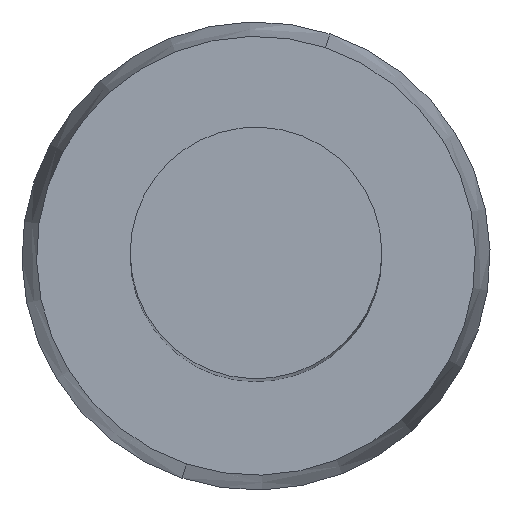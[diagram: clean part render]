
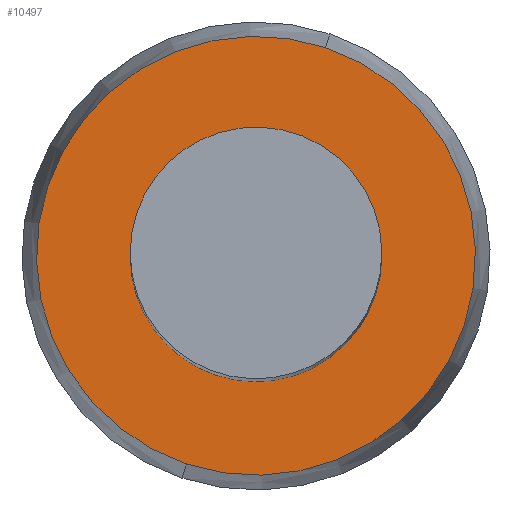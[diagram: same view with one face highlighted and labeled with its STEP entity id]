
A CAD part, top view. The second image highlights one B-rep face of the part: STEP entity #10497.
In plain terms, the highlighted planar face has unit normal (0, 0, 1).
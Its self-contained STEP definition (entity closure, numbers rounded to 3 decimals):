
#102=AXIS2_PLACEMENT_3D('Circle Axis2P3D',#100,#101,$) ;
#119=AXIS2_PLACEMENT_3D('Circle Axis2P3D',#117,#118,$) ;
#10409=AXIS2_PLACEMENT_3D('Plane Axis2P3D',#10406,#10407,#10408) ;
#81=CARTESIAN_POINT('Vertex',(10.372,15.115,50.499)) ;
#97=CARTESIAN_POINT('Vertex',(5.628,0.885,50.499)) ;
#100=CARTESIAN_POINT('Axis2P3D Location',(8.,8.,50.499)) ;
#117=CARTESIAN_POINT('Axis2P3D Location',(8.,8.,50.499)) ;
#10406=CARTESIAN_POINT('Axis2P3D Location',(8.,8.,50.499)) ;
#10416=CARTESIAN_POINT('Control Point',(6.077,11.846,50.499)) ;
#10417=CARTESIAN_POINT('Control Point',(6.072,11.844,50.499)) ;
#10418=CARTESIAN_POINT('Control Point',(6.067,11.841,50.499)) ;
#10419=CARTESIAN_POINT('Control Point',(6.062,11.839,50.499)) ;
#10420=CARTESIAN_POINT('Control Point',(5.695,11.653,50.499)) ;
#10421=CARTESIAN_POINT('Control Point',(5.35,11.423,50.499)) ;
#10422=CARTESIAN_POINT('Control Point',(5.038,11.157,50.499)) ;
#10423=CARTESIAN_POINT('Control Point',(4.58,10.661,50.499)) ;
#10424=CARTESIAN_POINT('Control Point',(4.228,10.089,50.499)) ;
#10425=CARTESIAN_POINT('Control Point',(4.107,9.854,50.499)) ;
#10426=CARTESIAN_POINT('Control Point',(4.004,9.61,50.499)) ;
#10427=CARTESIAN_POINT('Control Point',(3.921,9.36,50.499)) ;
#10428=CARTESIAN_POINT('Vertex',(6.077,11.846,50.499)) ;
#10430=CARTESIAN_POINT('Vertex',(3.921,9.36,50.499)) ;
#10434=CARTESIAN_POINT('Control Point',(12.079,6.64,50.499)) ;
#10435=CARTESIAN_POINT('Control Point',(12.208,7.026,50.499)) ;
#10436=CARTESIAN_POINT('Control Point',(12.291,7.426,50.499)) ;
#10437=CARTESIAN_POINT('Control Point',(12.326,7.835,50.499)) ;
#10438=CARTESIAN_POINT('Control Point',(12.299,8.653,50.499)) ;
#10439=CARTESIAN_POINT('Control Point',(12.082,9.442,50.499)) ;
#10440=CARTESIAN_POINT('Control Point',(11.927,9.822,50.499)) ;
#10441=CARTESIAN_POINT('Control Point',(11.531,10.538,50.499)) ;
#10442=CARTESIAN_POINT('Control Point',(10.978,11.142,50.499)) ;
#10443=CARTESIAN_POINT('Control Point',(10.667,11.409,50.499)) ;
#10444=CARTESIAN_POINT('Control Point',(9.989,11.867,50.499)) ;
#10445=CARTESIAN_POINT('Control Point',(9.222,12.153,50.499)) ;
#10446=CARTESIAN_POINT('Control Point',(8.824,12.25,50.499)) ;
#10447=CARTESIAN_POINT('Control Point',(8.017,12.347,50.499)) ;
#10448=CARTESIAN_POINT('Control Point',(7.209,12.255,50.499)) ;
#10449=CARTESIAN_POINT('Control Point',(6.815,12.163,50.499)) ;
#10450=CARTESIAN_POINT('Control Point',(6.436,12.025,50.499)) ;
#10451=CARTESIAN_POINT('Control Point',(6.077,11.846,50.499)) ;
#10452=CARTESIAN_POINT('Vertex',(12.079,6.64,50.499)) ;
#10456=CARTESIAN_POINT('Control Point',(9.923,4.154,50.499)) ;
#10457=CARTESIAN_POINT('Control Point',(9.928,4.156,50.499)) ;
#10458=CARTESIAN_POINT('Control Point',(9.933,4.159,50.499)) ;
#10459=CARTESIAN_POINT('Control Point',(9.938,4.161,50.499)) ;
#10460=CARTESIAN_POINT('Control Point',(10.305,4.347,50.499)) ;
#10461=CARTESIAN_POINT('Control Point',(10.65,4.577,50.499)) ;
#10462=CARTESIAN_POINT('Control Point',(10.962,4.843,50.499)) ;
#10463=CARTESIAN_POINT('Control Point',(11.42,5.339,50.499)) ;
#10464=CARTESIAN_POINT('Control Point',(11.772,5.911,50.499)) ;
#10465=CARTESIAN_POINT('Control Point',(11.893,6.146,50.499)) ;
#10466=CARTESIAN_POINT('Control Point',(11.996,6.39,50.499)) ;
#10467=CARTESIAN_POINT('Control Point',(12.079,6.64,50.499)) ;
#10468=CARTESIAN_POINT('Vertex',(9.923,4.154,50.499)) ;
#10472=CARTESIAN_POINT('Control Point',(3.921,9.36,50.499)) ;
#10473=CARTESIAN_POINT('Control Point',(3.792,8.974,50.499)) ;
#10474=CARTESIAN_POINT('Control Point',(3.709,8.574,50.499)) ;
#10475=CARTESIAN_POINT('Control Point',(3.674,8.165,50.499)) ;
#10476=CARTESIAN_POINT('Control Point',(3.701,7.347,50.499)) ;
#10477=CARTESIAN_POINT('Control Point',(3.918,6.558,50.499)) ;
#10478=CARTESIAN_POINT('Control Point',(4.073,6.178,50.499)) ;
#10479=CARTESIAN_POINT('Control Point',(4.469,5.462,50.499)) ;
#10480=CARTESIAN_POINT('Control Point',(5.022,4.858,50.499)) ;
#10481=CARTESIAN_POINT('Control Point',(5.333,4.591,50.499)) ;
#10482=CARTESIAN_POINT('Control Point',(6.011,4.133,50.499)) ;
#10483=CARTESIAN_POINT('Control Point',(6.778,3.847,50.499)) ;
#10484=CARTESIAN_POINT('Control Point',(7.176,3.75,50.499)) ;
#10485=CARTESIAN_POINT('Control Point',(7.983,3.653,50.499)) ;
#10486=CARTESIAN_POINT('Control Point',(8.791,3.745,50.499)) ;
#10487=CARTESIAN_POINT('Control Point',(9.185,3.837,50.499)) ;
#10488=CARTESIAN_POINT('Control Point',(9.564,3.975,50.499)) ;
#10489=CARTESIAN_POINT('Control Point',(9.923,4.154,50.499)) ;
#101=DIRECTION('Axis2P3D Direction',(0.,0.,-1.)) ;
#118=DIRECTION('Axis2P3D Direction',(0.,0.,-1.)) ;
#10407=DIRECTION('Axis2P3D Direction',(0.,0.,-1.)) ;
#10408=DIRECTION('Axis2P3D XDirection',(-0.316,-0.949,0.)) ;
#10412=ORIENTED_EDGE('',*,*,#121,.F.) ;
#10413=ORIENTED_EDGE('',*,*,#104,.F.) ;
#10492=ORIENTED_EDGE('',*,*,#10432,.F.) ;
#10493=ORIENTED_EDGE('',*,*,#10454,.F.) ;
#10494=ORIENTED_EDGE('',*,*,#10470,.F.) ;
#10495=ORIENTED_EDGE('',*,*,#10490,.F.) ;
#10496=FACE_BOUND('',#10491,.T.) ;
#10497=ADVANCED_FACE('MANIFOLD_SOLID_BREP #32',(#10414,#10496),#10410,.F.) ;
#10415=B_SPLINE_CURVE_WITH_KNOTS('',5,(#10416,#10417,#10418,#10419,#10420,#10421,#10422,#10423,#10424,#10425,#10426,#10427),.UNSPECIFIED.,.F.,.U.,(6,3,3,6),(14.328,14.366,17.24,19.104),.UNSPECIFIED.) ;
#10433=B_SPLINE_CURVE_WITH_KNOTS('',5,(#10434,#10435,#10436,#10437,#10438,#10439,#10440,#10441,#10442,#10443,#10444,#10445,#10446,#10447,#10448,#10449,#10450,#10451),.UNSPECIFIED.,.F.,.U.,(6,3,3,3,3,6),(0.,2.873,5.747,8.62,11.493,14.328),.UNSPECIFIED.) ;
#10455=B_SPLINE_CURVE_WITH_KNOTS('',5,(#10456,#10457,#10458,#10459,#10460,#10461,#10462,#10463,#10464,#10465,#10466,#10467),.UNSPECIFIED.,.F.,.U.,(6,3,3,6),(14.328,14.366,17.24,19.104),.UNSPECIFIED.) ;
#10471=B_SPLINE_CURVE_WITH_KNOTS('',5,(#10472,#10473,#10474,#10475,#10476,#10477,#10478,#10479,#10480,#10481,#10482,#10483,#10484,#10485,#10486,#10487,#10488,#10489),.UNSPECIFIED.,.F.,.U.,(6,3,3,3,3,6),(0.,2.873,5.747,8.62,11.493,14.328),.UNSPECIFIED.) ;
#103=CIRCLE('generated circle',#102,7.5) ;
#120=CIRCLE('generated circle',#119,7.5) ;
#104=EDGE_CURVE('',#98,#82,#103,.T.) ;
#121=EDGE_CURVE('',#82,#98,#120,.T.) ;
#10432=EDGE_CURVE('',#10429,#10431,#10415,.T.) ;
#10454=EDGE_CURVE('',#10453,#10429,#10433,.T.) ;
#10470=EDGE_CURVE('',#10469,#10453,#10455,.T.) ;
#10490=EDGE_CURVE('',#10431,#10469,#10471,.T.) ;
#10411=EDGE_LOOP('',(#10412,#10413)) ;
#10491=EDGE_LOOP('',(#10492,#10493,#10494,#10495)) ;
#10414=FACE_OUTER_BOUND('',#10411,.T.) ;
#10410=PLANE('',#10409) ;
#82=VERTEX_POINT('',#81) ;
#98=VERTEX_POINT('',#97) ;
#10429=VERTEX_POINT('',#10428) ;
#10431=VERTEX_POINT('',#10430) ;
#10453=VERTEX_POINT('',#10452) ;
#10469=VERTEX_POINT('',#10468) ;
